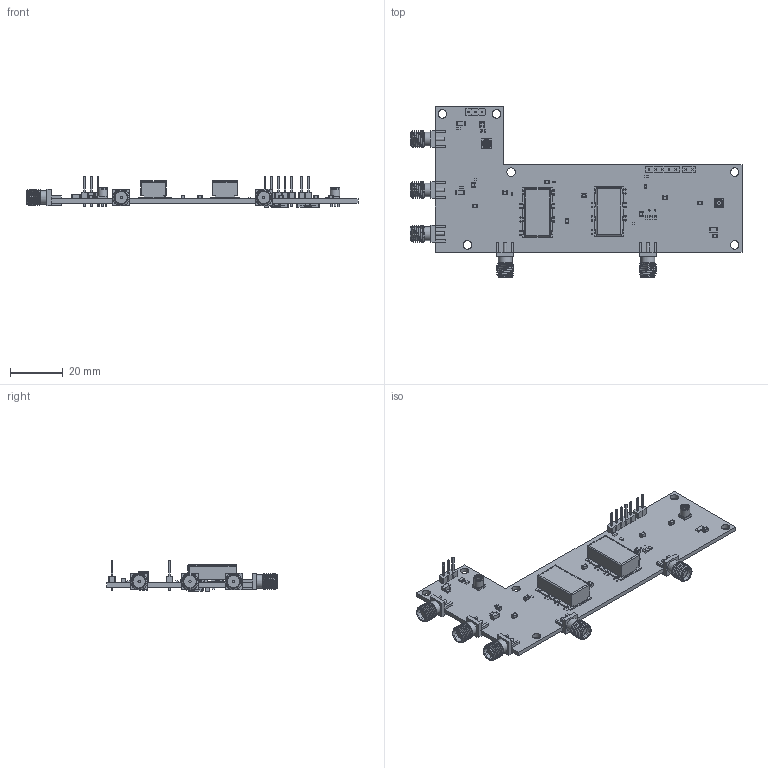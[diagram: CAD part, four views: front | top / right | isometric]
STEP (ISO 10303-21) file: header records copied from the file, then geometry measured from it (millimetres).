
FILE_DESCRIPTION(('KiCad electronic assembly'),'2;1');
FILE_NAME('mc3_afe.step','2024-10-08T13:10:49',('Pcbnew'),('Kicad'), 'Open CASCADE STEP processor 7.8','KiCad to STEP converter','Unknown' );
FILE_SCHEMA(('AUTOMOTIVE_DESIGN { 1 0 10303 214 1 1 1 1 }'));
Length unit declared in the file: millimetre
Products named in the file (39): mc3_afe 1; MMCX_Molex_73415-1471_Vertical; R_0603_1608Metric; SMA_Samtec_SMA-J-P-H-ST-EM1_EdgeMount; R_1206_3216Metric; C_0805_2012Metric; SOT-353_SC-70-5; SOT_353_SC_70_5; R_0402_1005Metric; C_0603_1608Metric; C_1206_3216Metric; HF1139; Part 1; Part 10; Part 2; Part 3; Part 4; Part 5; Part 6; Part 7; Part 8; Part 9; PinHeader_1x05_P2.54mm_Vertical; PinHeader_1x05_P254mm_Vertical; PinHeader_1x02_P2.54mm_Vertical; PinHeader_1x02_P254mm_Vertical; PinHeader_1x03_P2.54mm_Vertical; PinHeader_1x03_P254mm_Vertical; SOT-223; SOT_223; _autosave-mc3_afe_PCB
Assembly tree (72 placements, depth 3):
  mc3_afe 1
    MMCX_Molex_73415-1471_Vertical  x2
      MMCX_Molex_73415-1471_Vertical
    R_0603_1608Metric  x3
      R_0603_1608Metric
    SMA_Samtec_SMA-J-P-H-ST-EM1_EdgeMount  x5
      SMA_Samtec_SMA-J-P-H-ST-EM1_EdgeMount
    R_1206_3216Metric
      R_1206_3216Metric
    C_0805_2012Metric  x10
      C_0805_2012Metric
    SOT-353_SC-70-5
      SOT_353_SC_70_5
    R_0402_1005Metric  x4
      R_0402_1005Metric
    C_0603_1608Metric  x9
      C_0603_1608Metric
    C_1206_3216Metric  x6
      C_1206_3216Metric
    HF1139  x2
      Part 1
      Part 10
      Part 2
      Part 3
      Part 4
      Part 5
      Part 6
      Part 7
      Part 8
      Part 9
    PinHeader_1x05_P2.54mm_Vertical
      PinHeader_1x05_P254mm_Vertical
    PinHeader_1x02_P2.54mm_Vertical
      PinHeader_1x02_P254mm_Vertical
    PinHeader_1x03_P2.54mm_Vertical
      PinHeader_1x03_P254mm_Vertical
    SOT-223  x2
      SOT_223
    _autosave-mc3_afe_PCB
Bounding box: 125.46 x 64.52 x 11.94 mm (x, y, z)
Volume: 9028.1 mm3; surface area: 16072.1 mm2
Topology: 67 solids, 69 shells, 2241 faces, 5581 edges, 3588 vertices
Faces by surface type: plane 1425, cylinder 617, bspline 181, cone 18
Full cylindrical faces by diameter (mm): 0.5 x2, 0.508 x52, 0.71 x4, 0.84 x15, 1 x10, 1.27 x5, 1.65 x2, 2.41 x2, 2.54 x2, 2.88 x2, 3.01 x2, 3.2 x6, 3.51 x2, 4.63 x5, 5.2 x10, 6.33 x30
Entity records: 36298 total; most frequent: CARTESIAN_POINT 8025, ORIENTED_EDGE 4702, DIRECTION 4551, EDGE_CURVE 2351, LINE 1813, VECTOR 1813, VERTEX_POINT 1494, AXIS2_PLACEMENT_3D 1369
